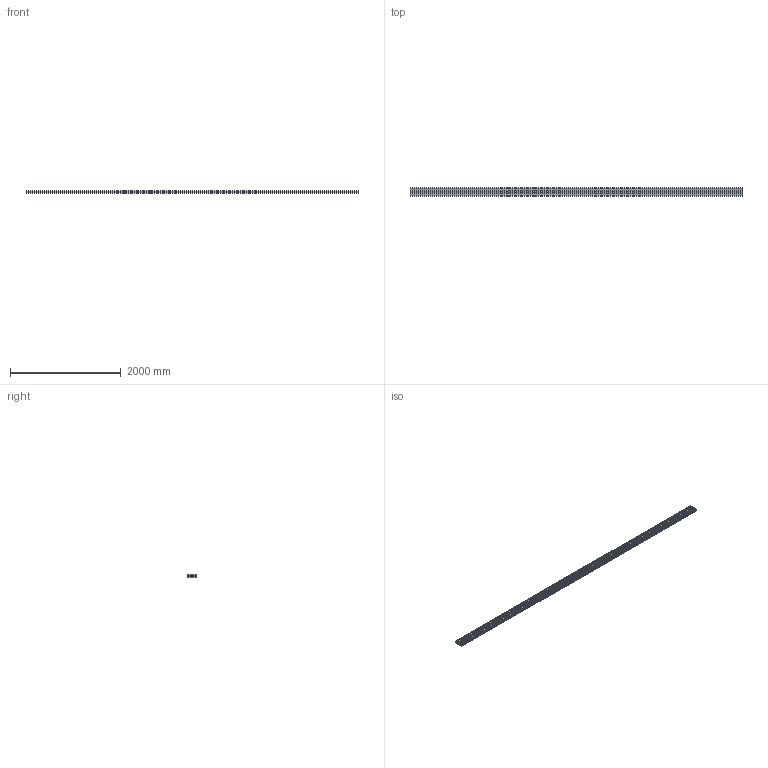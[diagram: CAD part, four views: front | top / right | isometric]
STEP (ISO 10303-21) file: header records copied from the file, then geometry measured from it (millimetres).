
FILE_DESCRIPTION (( 'STEP AP214' ), '1' );
FILE_NAME ('202086_Profil 8 40x160.STEP', '2019-02-06T14:04:50', ( '' ), ( '' ), 'SwSTEP 2.0', 'SolidWorks 2017', '' );
FILE_SCHEMA (( 'AUTOMOTIVE_DESIGN' ));
Length unit declared in the file: millimetre
Products named in the file (1): 202086_Profil 8 40x160
Bounding box: 6000 x 160 x 40 mm (x, y, z)
Volume: 19337325.2 mm3; surface area: 6643352.4 mm2
Topology: 1 solids, 1 shells, 219 faces, 651 edges, 434 vertices
Faces by surface type: cylinder 135, plane 84
Entity records: 7517 total; most frequent: DIRECTION 1361, CARTESIAN_POINT 1305, ORIENTED_EDGE 1302, EDGE_CURVE 651, AXIS2_PLACEMENT_3D 490, VERTEX_POINT 434, VECTOR 381, LINE 381
